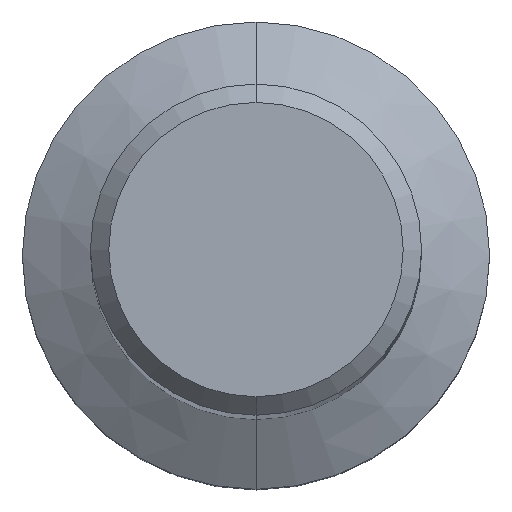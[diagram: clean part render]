
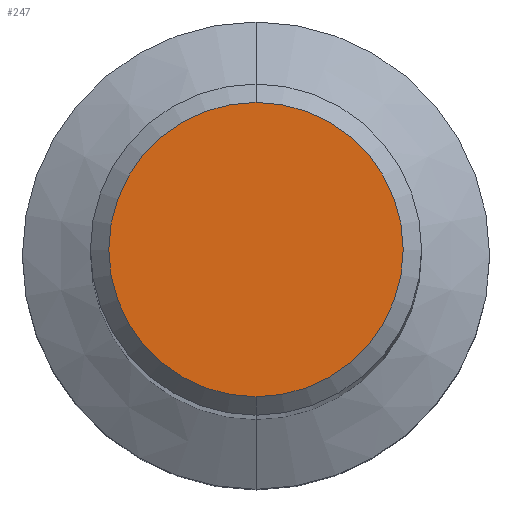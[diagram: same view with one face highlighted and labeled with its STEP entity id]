
A CAD part, top view. The second image highlights one B-rep face of the part: STEP entity #247.
In plain terms, the highlighted planar face has unit normal (0, 0, 1).
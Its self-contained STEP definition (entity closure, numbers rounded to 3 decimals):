
#247=ADVANCED_FACE('',(#637),#638,.T.);
#339=EDGE_CURVE('',#527,#349,#740,.T.);
#349=VERTEX_POINT('',#752);
#527=VERTEX_POINT('',#946);
#557=EDGE_CURVE('',#349,#527,#982,.T.);
#637=FACE_OUTER_BOUND('',#1082,.T.);
#638=PLANE('',#1083);
#740=CIRCLE('',#1312,4.0);
#752=CARTESIAN_POINT('',(0.,-4.0,0.0));
#946=CARTESIAN_POINT('',(0.0,4.0,0.0));
#982=CIRCLE('',#1720,4.0);
#1082=EDGE_LOOP('',(#1824,#1825));
#1083=AXIS2_PLACEMENT_3D('',#1826,#1827,#1828);
#1312=AXIS2_PLACEMENT_3D('',#1942,#1943,#1944);
#1720=AXIS2_PLACEMENT_3D('',#2236,#2237,#2238);
#1824=ORIENTED_EDGE('',*,*,#339,.F.);
#1825=ORIENTED_EDGE('',*,*,#557,.F.);
#1826=CARTESIAN_POINT('',(0.0,2.0,0.0));
#1827=DIRECTION('',(-0.0,0.0,1.0));
#1828=DIRECTION('',(0.0,-1.0,0.0));
#1942=CARTESIAN_POINT('',(0.0,0.0,0.0));
#1943=DIRECTION('',(0.0,0.0,-1.0));
#1944=DIRECTION('',(0.0,1.0,0.0));
#2236=CARTESIAN_POINT('',(0.0,0.0,0.0));
#2237=DIRECTION('',(0.0,0.0,-1.0));
#2238=DIRECTION('',(0.0,1.0,0.0));
